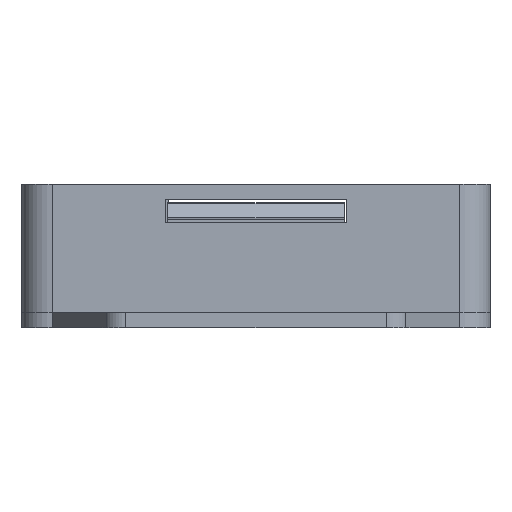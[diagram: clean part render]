
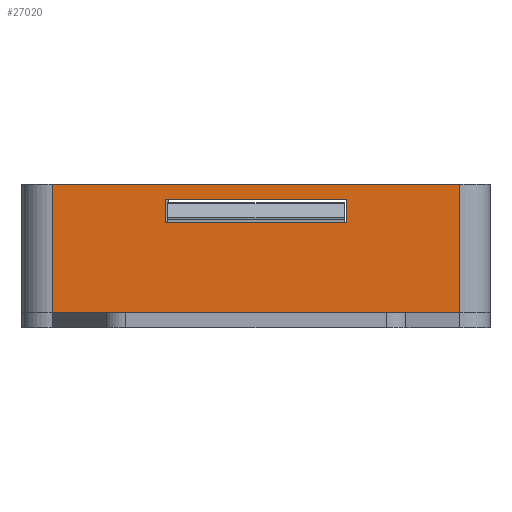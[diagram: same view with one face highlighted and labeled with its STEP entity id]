
A CAD part, front view. The second image highlights one B-rep face of the part: STEP entity #27020.
In plain terms, the highlighted planar face has unit normal (0, -1, 0).
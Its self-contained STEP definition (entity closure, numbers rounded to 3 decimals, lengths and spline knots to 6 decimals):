
#5350=ORIENTED_EDGE('',*,*,#12774,.T.);
#5351=ORIENTED_EDGE('',*,*,#12775,.F.);
#5352=ORIENTED_EDGE('',*,*,#12776,.F.);
#5353=ORIENTED_EDGE('',*,*,#12525,.T.);
#5354=ORIENTED_EDGE('',*,*,#12777,.T.);
#5355=ORIENTED_EDGE('',*,*,#12778,.T.);
#5356=ORIENTED_EDGE('',*,*,#12779,.F.);
#5357=ORIENTED_EDGE('',*,*,#12722,.T.);
#12525=EDGE_CURVE('',#16390,#16389,#18915,.T.);
#12722=EDGE_CURVE('',#16587,#16586,#18976,.T.);
#12774=EDGE_CURVE('',#16389,#16635,#19005,.T.);
#12775=EDGE_CURVE('',#16636,#16635,#19006,.T.);
#12776=EDGE_CURVE('',#16390,#16636,#19007,.T.);
#12777=EDGE_CURVE('',#16586,#16637,#19008,.T.);
#12778=EDGE_CURVE('',#16637,#16638,#19009,.T.);
#12779=EDGE_CURVE('',#16587,#16638,#19010,.T.);
#16389=VERTEX_POINT('',#40281);
#16390=VERTEX_POINT('',#40283);
#16586=VERTEX_POINT('',#40840);
#16587=VERTEX_POINT('',#40842);
#16635=VERTEX_POINT('',#40968);
#16636=VERTEX_POINT('',#40970);
#16637=VERTEX_POINT('',#40973);
#16638=VERTEX_POINT('',#40975);
#18915=LINE('',#40282,#21152);
#18976=LINE('',#40841,#21213);
#19005=LINE('',#40967,#21242);
#19006=LINE('',#40969,#21243);
#19007=LINE('',#40971,#21244);
#19008=LINE('',#40972,#21245);
#19009=LINE('',#40974,#21246);
#19010=LINE('',#40976,#21247);
#21152=VECTOR('',#31696,1.);
#21213=VECTOR('',#31867,1.);
#21242=VECTOR('',#31922,1.);
#21243=VECTOR('',#31923,1.);
#21244=VECTOR('',#31924,1.);
#21245=VECTOR('',#31925,1.);
#21246=VECTOR('',#31926,1.);
#21247=VECTOR('',#31927,1.);
#23199=EDGE_LOOP('',(#5350,#5351,#5352,#5353));
#23200=EDGE_LOOP('',(#5354,#5355,#5356,#5357));
#24861=FACE_BOUND('',#23199,.T.);
#24862=FACE_BOUND('',#23200,.T.);
#26272=PLANE('',#29073);
#27020=ADVANCED_FACE('',(#24861,#24862),#26272,.T.);
#29073=AXIS2_PLACEMENT_3D('',#40966,#31920,#31921);
#31696=DIRECTION('',(-1.,0.,0.));
#31867=DIRECTION('',(1.,0.,0.));
#31920=DIRECTION('',(0.,-1.,0.));
#31921=DIRECTION('',(1.,0.,0.));
#31922=DIRECTION('',(0.,0.,-1.));
#31923=DIRECTION('',(-1.,0.,0.));
#31924=DIRECTION('',(0.,0.,-1.));
#31925=DIRECTION('',(0.,0.,-1.));
#31926=DIRECTION('',(-1.,0.,0.));
#31927=DIRECTION('',(0.,0.,-1.));
#40281=CARTESIAN_POINT('',(-0.00168,-0.03218,0.008634));
#40282=CARTESIAN_POINT('',(0.02532,-0.03218,0.008634));
#40283=CARTESIAN_POINT('',(0.05232,-0.03218,0.008634));
#40840=CARTESIAN_POINT('',(0.03732,-0.03218,0.006634));
#40841=CARTESIAN_POINT('',(0.02532,-0.03218,0.006634));
#40842=CARTESIAN_POINT('',(0.01332,-0.03218,0.006634));
#40966=CARTESIAN_POINT('',(0.02532,-0.03218,0.008634));
#40967=CARTESIAN_POINT('',(-0.00168,-0.03218,0.008634));
#40968=CARTESIAN_POINT('',(-0.00168,-0.03218,-0.008366));
#40969=CARTESIAN_POINT('',(0.02532,-0.03218,-0.008366));
#40970=CARTESIAN_POINT('',(0.05232,-0.03218,-0.008366));
#40971=CARTESIAN_POINT('',(0.05232,-0.03218,0.008634));
#40972=CARTESIAN_POINT('',(0.03732,-0.03218,0.008634));
#40973=CARTESIAN_POINT('',(0.03732,-0.03218,0.003634));
#40974=CARTESIAN_POINT('',(0.02532,-0.03218,0.003634));
#40975=CARTESIAN_POINT('',(0.01332,-0.03218,0.003634));
#40976=CARTESIAN_POINT('',(0.01332,-0.03218,0.008634));
